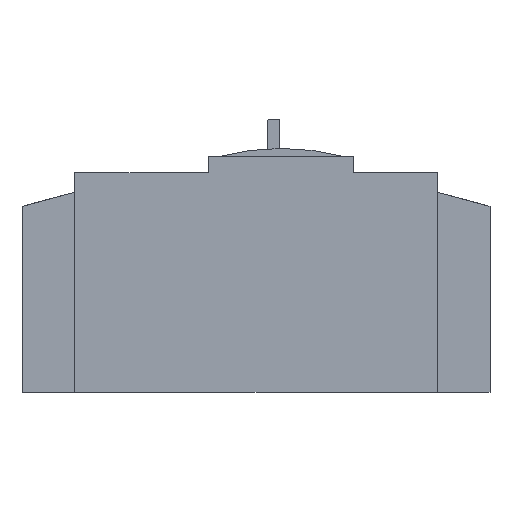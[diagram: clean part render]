
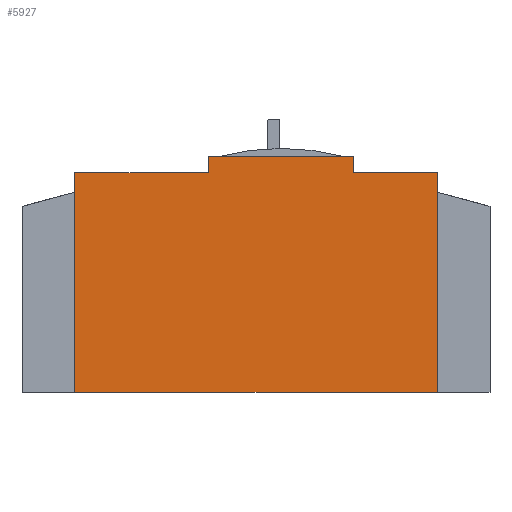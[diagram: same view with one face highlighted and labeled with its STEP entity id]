
A CAD part, left-side view. The second image highlights one B-rep face of the part: STEP entity #5927.
In plain terms, the highlighted planar face has unit normal (-1, 0, 0).
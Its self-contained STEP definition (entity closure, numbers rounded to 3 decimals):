
#44=LINE('',#8406,#800);
#61=LINE('',#8444,#817);
#89=LINE('',#8501,#845);
#95=LINE('',#8512,#851);
#103=LINE('',#8529,#859);
#109=LINE('',#8540,#865);
#111=LINE('',#8543,#867);
#114=LINE('',#8549,#870);
#800=VECTOR('',#6799,1000.);
#817=VECTOR('',#6822,1000.);
#845=VECTOR('',#6852,1000.);
#851=VECTOR('',#6860,1000.);
#859=VECTOR('',#6870,1000.);
#865=VECTOR('',#6878,1000.);
#867=VECTOR('',#6882,1000.);
#870=VECTOR('',#6887,1000.);
#1562=PLANE('',#6332);
#2022=ORIENTED_EDGE('',*,*,#3650,.F.);
#2023=ORIENTED_EDGE('',*,*,#3669,.F.);
#2024=ORIENTED_EDGE('',*,*,#3666,.F.);
#2025=ORIENTED_EDGE('',*,*,#3598,.F.);
#2026=ORIENTED_EDGE('',*,*,#3616,.F.);
#2027=ORIENTED_EDGE('',*,*,#3644,.F.);
#2028=ORIENTED_EDGE('',*,*,#3664,.F.);
#2029=ORIENTED_EDGE('',*,*,#3658,.F.);
#3598=EDGE_CURVE('',#4428,#4429,#44,.T.);
#3616=EDGE_CURVE('',#4446,#4428,#61,.T.);
#3644=EDGE_CURVE('',#4473,#4446,#89,.T.);
#3650=EDGE_CURVE('',#4478,#4479,#95,.T.);
#3658=EDGE_CURVE('',#4479,#4486,#103,.T.);
#3664=EDGE_CURVE('',#4486,#4473,#109,.T.);
#3666=EDGE_CURVE('',#4429,#4490,#111,.T.);
#3669=EDGE_CURVE('',#4490,#4478,#114,.T.);
#4428=VERTEX_POINT('',#8407);
#4429=VERTEX_POINT('',#8408);
#4446=VERTEX_POINT('',#8445);
#4473=VERTEX_POINT('',#8500);
#4478=VERTEX_POINT('',#8513);
#4479=VERTEX_POINT('',#8514);
#4486=VERTEX_POINT('',#8530);
#4490=VERTEX_POINT('',#8544);
#5052=EDGE_LOOP('',(#2022,#2023,#2024,#2025,#2026,#2027,#2028,#2029));
#5484=FACE_BOUND('',#5052,.T.);
#5927=ADVANCED_FACE('',(#5484),#1562,.F.);
#6332=AXIS2_PLACEMENT_3D('',#8552,#6891,#6892);
#6799=DIRECTION('',(0.,0.,1.));
#6822=DIRECTION('',(0.,1.,0.));
#6852=DIRECTION('',(0.,0.,-1.));
#6860=DIRECTION('',(0.,-1.,0.));
#6870=DIRECTION('',(0.,0.,-1.));
#6878=DIRECTION('',(0.,-1.,0.));
#6882=DIRECTION('',(0.,-1.,0.));
#6887=DIRECTION('',(0.,0.,1.));
#6891=DIRECTION('',(1.,0.,0.));
#6892=DIRECTION('',(0.,0.,-1.));
#8406=CARTESIAN_POINT('',(0.,56.2,0.));
#8407=CARTESIAN_POINT('',(0.,56.2,0.));
#8408=CARTESIAN_POINT('',(0.,56.2,68.));
#8444=CARTESIAN_POINT('',(0.,-56.2,0.));
#8445=CARTESIAN_POINT('',(0.,-56.2,0.));
#8500=CARTESIAN_POINT('',(0.,-56.2,68.));
#8501=CARTESIAN_POINT('',(0.,-56.2,68.));
#8512=CARTESIAN_POINT('',(0.,14.7,73.));
#8513=CARTESIAN_POINT('',(0.,14.7,73.));
#8514=CARTESIAN_POINT('',(0.,-30.3,73.));
#8529=CARTESIAN_POINT('',(0.,-30.3,73.));
#8530=CARTESIAN_POINT('',(0.,-30.3,68.));
#8540=CARTESIAN_POINT('',(0.,-30.3,68.));
#8543=CARTESIAN_POINT('',(0.,56.2,68.));
#8544=CARTESIAN_POINT('',(0.,14.7,68.));
#8549=CARTESIAN_POINT('',(0.,14.7,68.));
#8552=CARTESIAN_POINT('',(0.,0.,0.));
